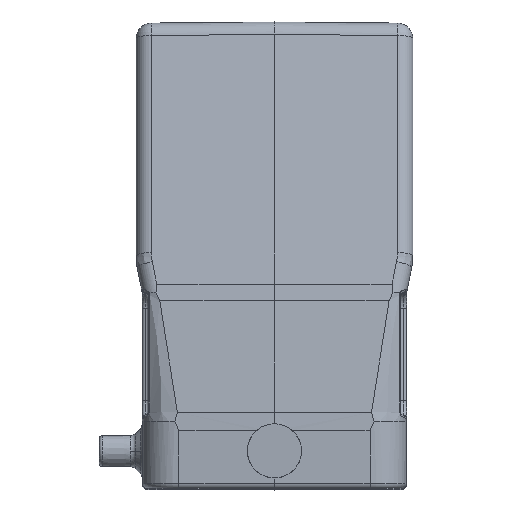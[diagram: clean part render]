
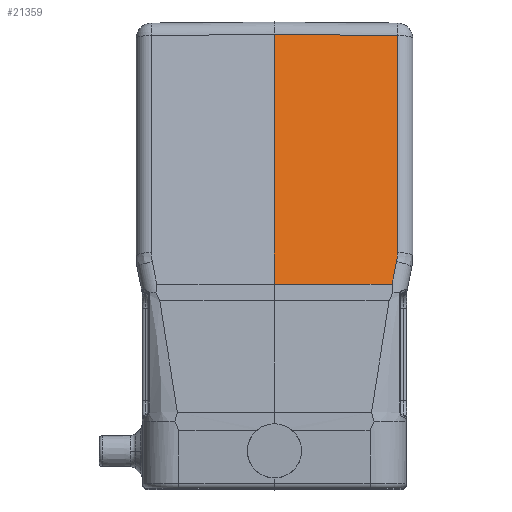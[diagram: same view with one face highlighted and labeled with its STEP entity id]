
A CAD part, top view. The second image highlights one B-rep face of the part: STEP entity #21359.
In plain terms, the highlighted planar face has unit normal (0.009, 0.19, 0.982).
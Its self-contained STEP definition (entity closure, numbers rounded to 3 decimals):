
#4561=DIRECTION('',(0.,-0.982,0.19));
#4562=VECTOR('',#4561,41.382);
#4563=CARTESIAN_POINT('',(0.,19.39,36.641));
#4564=LINE('',#4563,#4562);
#4565=DIRECTION('',(-1.,0.009,0.007));
#4566=VECTOR('',#4565,20.023);
#4567=CARTESIAN_POINT('',(20.022,19.215,36.497));
#4568=LINE('',#4567,#4566);
#4569=CARTESIAN_POINT('',(19.876,-17.591,43.609));
#4570=CARTESIAN_POINT('',(19.973,-17.107,43.514));
#4571=CARTESIAN_POINT('',(20.022,-16.614,43.419));
#4572=CARTESIAN_POINT('',(20.022,-16.12,43.323));
#4574=DIRECTION('',(0.193,0.963,-0.188));
#4575=VECTOR('',#4574,3.79);
#4576=CARTESIAN_POINT('',(19.146,-21.241,44.32));
#4577=LINE('',#4576,#4575);
#4578=DIRECTION('',(1.,0.,-0.009));
#4579=VECTOR('',#4578,19.147);
#4580=CARTESIAN_POINT('',(0.,-21.241,44.49));
#4581=LINE('',#4580,#4579);
#4629=CARTESIAN_POINT('',(19.146,-21.241,44.32));
#6801=DIRECTION('',(0.,-0.982,0.19));
#6802=VECTOR('',#6801,35.988);
#6803=CARTESIAN_POINT('',(20.022,19.215,36.497));
#6804=LINE('',#6803,#6802);
#6837=CARTESIAN_POINT('',(0.,19.39,36.641));
#9292=CARTESIAN_POINT('',(20.022,19.215,36.497));
#9294=VERTEX_POINT('',#9292);
#9335=VERTEX_POINT('',#6837);
#9627=CARTESIAN_POINT('',(0.,-21.241,44.49));
#9628=VERTEX_POINT('',#9627);
#9668=VERTEX_POINT('',#4629);
#9916=CARTESIAN_POINT('',(19.876,-17.591,43.609));
#9917=VERTEX_POINT('',#9916);
#9956=CARTESIAN_POINT('',(20.022,-16.12,43.323));
#9958=VERTEX_POINT('',#9956);
#21341=CARTESIAN_POINT('',(0.,-22.585,44.75));
#21342=DIRECTION('',(0.009,0.19,0.982));
#21343=DIRECTION('',(0.,-0.982,0.19));
#21344=AXIS2_PLACEMENT_3D('',#21341,#21342,#21343);
#21345=PLANE('',#21344);
#21347=ORIENTED_EDGE('',*,*,#21346,.F.);
#21349=ORIENTED_EDGE('',*,*,#21348,.F.);
#21351=ORIENTED_EDGE('',*,*,#21350,.T.);
#21353=ORIENTED_EDGE('',*,*,#21352,.F.);
#21354=ORIENTED_EDGE('',*,*,#21325,.F.);
#21356=ORIENTED_EDGE('',*,*,#21355,.F.);
#21357=EDGE_LOOP('',(#21347,#21349,#21351,#21353,#21354,#21356));
#21358=FACE_OUTER_BOUND('',#21357,.F.);
#4573=B_SPLINE_CURVE_WITH_KNOTS('',3,(#4569,#4570,#4571,#4572),.UNSPECIFIED.,
.F.,.F.,(4,4),(0.,1.),.UNSPECIFIED.);
#21325=EDGE_CURVE('',#9668,#9917,#4577,.T.);
#21346=EDGE_CURVE('',#9335,#9628,#4564,.T.);
#21348=EDGE_CURVE('',#9294,#9335,#4568,.T.);
#21350=EDGE_CURVE('',#9294,#9958,#6804,.T.);
#21352=EDGE_CURVE('',#9917,#9958,#4573,.T.);
#21355=EDGE_CURVE('',#9628,#9668,#4581,.T.);
#21359=ADVANCED_FACE('',(#21358),#21345,.T.);
